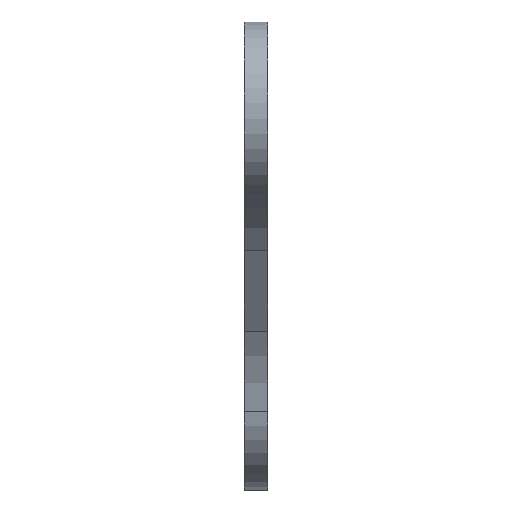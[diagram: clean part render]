
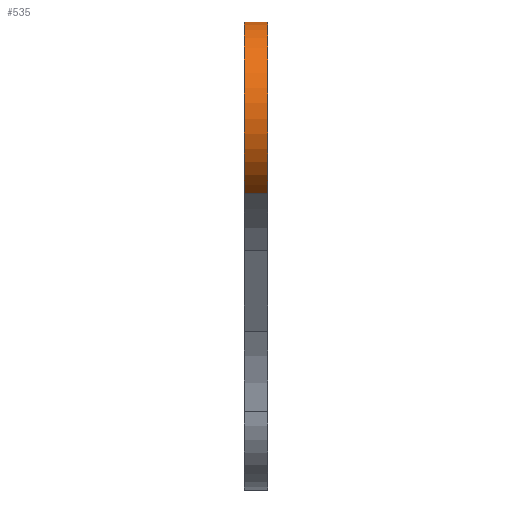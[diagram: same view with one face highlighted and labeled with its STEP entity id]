
A CAD part, front view. The second image highlights one B-rep face of the part: STEP entity #535.
In plain terms, the highlighted cylindrical face has radius 12.123 mm (diameter 24.245 mm), a partial arc.
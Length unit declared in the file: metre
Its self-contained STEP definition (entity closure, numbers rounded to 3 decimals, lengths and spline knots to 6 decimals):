
#21=CYLINDRICAL_SURFACE('',#623,0.012123);
#51=LINE('',#937,#74);
#52=LINE('',#938,#75);
#74=VECTOR('',#759,1.);
#75=VECTOR('',#760,1.);
#145=ORIENTED_EDGE('',*,*,#244,.T.);
#146=ORIENTED_EDGE('',*,*,#281,.F.);
#147=ORIENTED_EDGE('',*,*,#277,.F.);
#148=ORIENTED_EDGE('',*,*,#282,.F.);
#244=EDGE_CURVE('',#314,#313,#365,.T.);
#277=EDGE_CURVE('',#346,#347,#393,.T.);
#281=EDGE_CURVE('',#347,#313,#51,.T.);
#282=EDGE_CURVE('',#314,#346,#52,.T.);
#313=VERTEX_POINT('',#860);
#314=VERTEX_POINT('',#862);
#346=VERTEX_POINT('',#928);
#347=VERTEX_POINT('',#930);
#365=CIRCLE('',#590,0.012123);
#393=CIRCLE('',#620,0.012123);
#424=EDGE_LOOP('',(#145,#146,#147,#148));
#489=FACE_BOUND('',#424,.T.);
#535=ADVANCED_FACE('',(#489),#21,.T.);
#590=AXIS2_PLACEMENT_3D('',#861,#685,#686);
#620=AXIS2_PLACEMENT_3D('',#929,#750,#751);
#623=AXIS2_PLACEMENT_3D('',#936,#757,#758);
#685=DIRECTION('',(-1.,0.,0.));
#686=DIRECTION('',(0.,0.,1.));
#750=DIRECTION('',(-1.,0.,0.));
#751=DIRECTION('',(0.,0.,1.));
#757=DIRECTION('',(-1.,0.,0.));
#758=DIRECTION('',(0.,0.,-1.));
#759=DIRECTION('',(1.,0.,0.));
#760=DIRECTION('',(-1.,0.,0.));
#860=CARTESIAN_POINT('',(-0.024967,-0.431146,0.11787));
#861=CARTESIAN_POINT('',(-0.024967,-0.443159,0.116238));
#862=CARTESIAN_POINT('',(-0.024967,-0.4488,0.105508));
#928=CARTESIAN_POINT('',(-0.028142,-0.4488,0.105508));
#929=CARTESIAN_POINT('',(-0.028142,-0.443159,0.116238));
#930=CARTESIAN_POINT('',(-0.028142,-0.431146,0.11787));
#936=CARTESIAN_POINT('',(-0.024967,-0.443159,0.116238));
#937=CARTESIAN_POINT('',(-0.028144,-0.431146,0.11787));
#938=CARTESIAN_POINT('',(-0.024967,-0.4488,0.105508));
